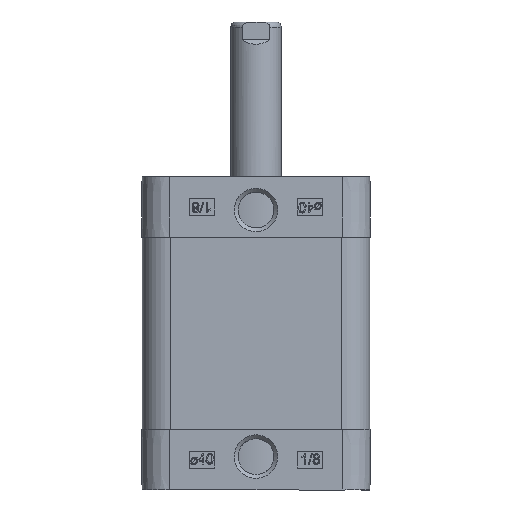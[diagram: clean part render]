
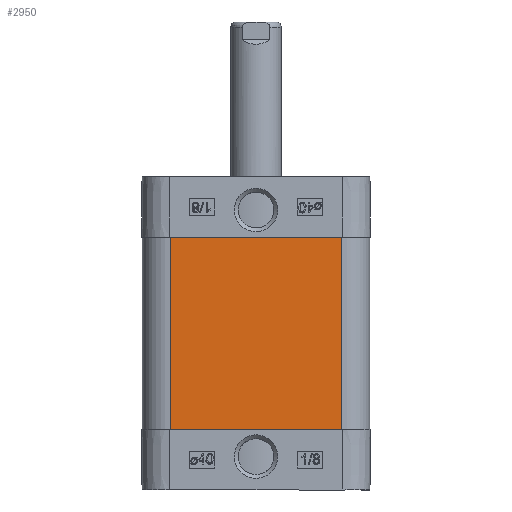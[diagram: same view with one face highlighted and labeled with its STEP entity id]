
A CAD part, left-side view. The second image highlights one B-rep face of the part: STEP entity #2950.
In plain terms, the highlighted planar face has unit normal (-1, 0, 0).
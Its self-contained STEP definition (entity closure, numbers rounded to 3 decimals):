
#140=CARTESIAN_POINT('',(-27.25,20.5,46.0));
#141=VERTEX_POINT('',#140);
#159=CARTESIAN_POINT('',(-27.25,20.5,0.0));
#160=VERTEX_POINT('',#159);
#168=CARTESIAN_POINT('',(-27.25,20.5,0.0));
#169=DIRECTION('',(0.0,0.0,1.0));
#170=VECTOR('',#169,46.0);
#171=LINE('',#168,#170);
#172=EDGE_CURVE('',#160,#141,#171,.T.);
#2901=CARTESIAN_POINT('',(-27.25,-20.5,46.0));
#2902=VERTEX_POINT('',#2901);
#2910=CARTESIAN_POINT('',(-27.25,-20.5,0.0));
#2911=VERTEX_POINT('',#2910);
#2912=CARTESIAN_POINT('',(-27.25,-20.5,0.0));
#2913=DIRECTION('',(0.0,0.0,1.0));
#2914=VECTOR('',#2913,46.0);
#2915=LINE('',#2912,#2914);
#2916=EDGE_CURVE('',#2911,#2902,#2915,.T.);
#2929=CARTESIAN_POINT('',(-27.25,-20.5,0.0));
#2930=DIRECTION('',(-1.0,0.0,0.0));
#2931=DIRECTION('',(0.0,0.0,1.0));
#2932=AXIS2_PLACEMENT_3D('',#2929,#2930,#2931);
#2933=PLANE('',#2932);
#2934=CARTESIAN_POINT('',(-27.25,-20.5,46.0));
#2935=DIRECTION('',(0.0,1.0,0.0));
#2936=VECTOR('',#2935,41.);
#2937=LINE('',#2934,#2936);
#2938=EDGE_CURVE('',#2902,#141,#2937,.T.);
#2939=ORIENTED_EDGE('',*,*,#2938,.T.);
#2940=ORIENTED_EDGE('',*,*,#172,.F.);
#2941=CARTESIAN_POINT('',(-27.25,-20.5,0.0));
#2942=DIRECTION('',(0.0,1.0,0.0));
#2943=VECTOR('',#2942,41.);
#2944=LINE('',#2941,#2943);
#2945=EDGE_CURVE('',#2911,#160,#2944,.T.);
#2946=ORIENTED_EDGE('',*,*,#2945,.F.);
#2947=ORIENTED_EDGE('',*,*,#2916,.T.);
#2948=EDGE_LOOP('',(#2939,#2940,#2946,#2947));
#2949=FACE_OUTER_BOUND('',#2948,.T.);
#2950=ADVANCED_FACE('',(#2949),#2933,.T.);
